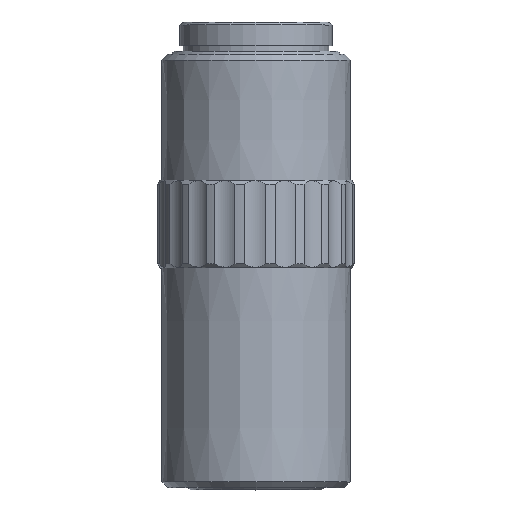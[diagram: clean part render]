
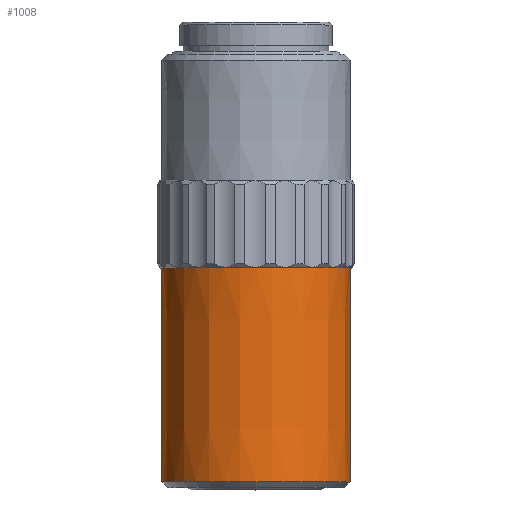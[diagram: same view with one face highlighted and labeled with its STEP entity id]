
A CAD part, top view. The second image highlights one B-rep face of the part: STEP entity #1008.
In plain terms, the highlighted conical face has half-angle 0.001 degrees and reference radius 16.1 mm.
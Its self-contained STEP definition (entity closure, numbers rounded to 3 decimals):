
#26 = VERTEX_POINT ( 'NONE', #1022 ) ;
#45 = DIRECTION ( 'NONE',  ( 0., 1., 0. ) ) ;
#55 = VERTEX_POINT ( 'NONE', #225 ) ;
#81 = VERTEX_POINT ( 'NONE', #1773 ) ;
#128 = CARTESIAN_POINT ( 'NONE',  ( 1344.682, 950.126, 0. ) ) ;
#225 = CARTESIAN_POINT ( 'NONE',  ( 1360.782, 986.626, 0. ) ) ;
#226 = AXIS2_PLACEMENT_3D ( 'NONE', #949, #45, #491 ) ;
#299 = EDGE_CURVE ( 'NONE', #81, #55, #390, .T. ) ;
#321 = DIRECTION ( 'NONE',  ( 0., 1., 0. ) ) ;
#390 = LINE ( 'NONE', #2178, #2401 ) ;
#396 = CARTESIAN_POINT ( 'NONE',  ( 1344.683, 986.626, 0. ) ) ;
#425 = AXIS2_PLACEMENT_3D ( 'NONE', #396, #1277, #2156 ) ;
#443 = EDGE_CURVE ( 'NONE', #2082, #81, #2119, .T. ) ;
#491 = DIRECTION ( 'NONE',  ( -1., 0., 0. ) ) ;
#553 = CARTESIAN_POINT ( 'NONE',  ( 1328.583, 950.126, 0. ) ) ;
#718 = EDGE_CURVE ( 'NONE', #26, #55, #1200, .T. ) ;
#780 = EDGE_CURVE ( 'NONE', #2082, #26, #787, .T. ) ;
#787 = LINE ( 'NONE', #1424, #1023 ) ;
#877 = DIRECTION ( 'NONE',  ( 0., 1., 0. ) ) ;
#949 = CARTESIAN_POINT ( 'NONE',  ( 1344.683, 986.626, 0. ) ) ;
#1008 = ADVANCED_FACE ( 'NONE', ( #1487 ), #2273, .T. ) ;
#1022 = CARTESIAN_POINT ( 'NONE',  ( 1328.583, 986.626, 0. ) ) ;
#1023 = VECTOR ( 'NONE', #2540, 1000. ) ;
#1200 = CIRCLE ( 'NONE', #226, 16.1 ) ;
#1277 = DIRECTION ( 'NONE',  ( 0., 1., 0. ) ) ;
#1340 = EDGE_LOOP ( 'NONE', ( #2402, #2424, #2451, #2436 ) ) ;
#1424 = CARTESIAN_POINT ( 'NONE',  ( 1328.583, 986.626, 0. ) ) ;
#1487 = FACE_OUTER_BOUND ( 'NONE', #1340, .T. ) ;
#1773 = CARTESIAN_POINT ( 'NONE',  ( 1360.782, 950.126, 0. ) ) ;
#2082 = VERTEX_POINT ( 'NONE', #553 ) ;
#2116 = DIRECTION ( 'NONE',  ( -1., 0., 0. ) ) ;
#2119 = CIRCLE ( 'NONE', #2218, 16.099 ) ;
#2156 = DIRECTION ( 'NONE',  ( -1., 0., 0. ) ) ;
#2178 = CARTESIAN_POINT ( 'NONE',  ( 1360.782, 986.626, 0. ) ) ;
#2218 = AXIS2_PLACEMENT_3D ( 'NONE', #128, #321, #2116 ) ;
#2273 = CONICAL_SURFACE ( 'NONE', #425, 16.1, 0. ) ;
#2401 = VECTOR ( 'NONE', #877, 1000. ) ;
#2402 = ORIENTED_EDGE ( 'NONE', *, *, #443, .T. ) ;
#2424 = ORIENTED_EDGE ( 'NONE', *, *, #299, .T. ) ;
#2436 = ORIENTED_EDGE ( 'NONE', *, *, #780, .F. ) ;
#2451 = ORIENTED_EDGE ( 'NONE', *, *, #718, .F. ) ;
#2540 = DIRECTION ( 'NONE',  ( 0., 1., 0. ) ) ;
